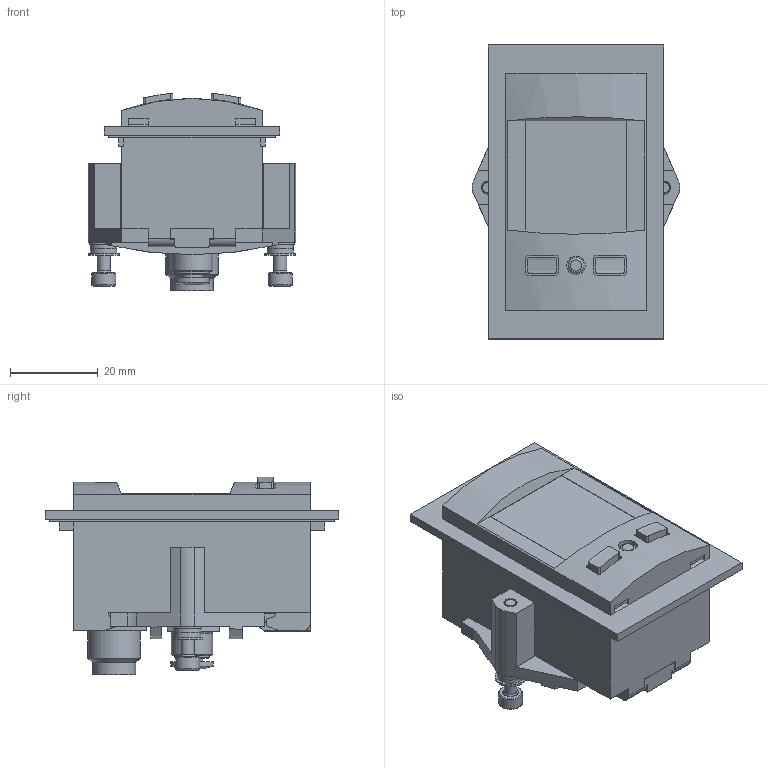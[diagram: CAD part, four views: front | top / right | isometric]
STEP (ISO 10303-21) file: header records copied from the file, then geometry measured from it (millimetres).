
FILE_DESCRIPTION(/* description */ ('STEP AP214'),/* implementation_level */ '2;1');
FILE_NAME(/* name */ '8001229_SPAU-V1R-F-T532-L-PNLK-PNVBA-M12',/* time_stamp */ '2024-09-15T11:44:24+02:00',/* author */ ('License CC BY-ND 4.0'),/* organization */ ('CADENAS'),/* preprocessor_version */ 'ST-DEVELOPER v19.3',/* originating_system */ 'PARTsolutions',/* authorisation */ ' ');
FILE_SCHEMA (('MODEL_BASED_INTEGRATED_MANUFACTURING_SCHEMA','PROCESS_PLANNING_SCHEMA','AP242_MANAGED_MODEL_BASED_3D_ENGINEERING_MIM_LF { 1 0 10303 442 3 1 4 }','AUTOMOTIVE_DESIGN {1 0 10303 214 3 1 1}'));
Length unit declared in the file: millimetre
Products named in the file (6): 8001229 SPAU-V1R-F-T532-L-PNLK-PNVBA-M12; 8001200 SPAU-B2FT532--LLKAM12-T532M12-p; ISO 14579 M3x25(F); 1345605 SPAU; 652918 SCHEIBE 3X6; ISO 7089 3 (F)
Assembly tree (10 placements, depth 2):
  8001229 SPAU-V1R-F-T532-L-PNLK-PNVBA-M12
    8001200 SPAU-B2FT532--LLKAM12-T532M12-p
    ISO 14579 M3x25(F)  x2
    1345605 SPAU
    652918 SCHEIBE 3X6  x4
    ISO 7089 3 (F)  x2
Bounding box: 47.24 x 67 x 45.05 mm (x, y, z)
Volume: 60070.6 mm3; surface area: 17145.8 mm2
Topology: 10 solids, 10 shells, 373 faces, 932 edges, 602 vertices
Faces by surface type: plane 214, cylinder 119, cone 29, torus 7, sphere 4
Full cylindrical faces by diameter (mm): 1 x4, 1.35 x1, 1.5 x1, 2.459 x2, 3 x6, 3.3 x2, 3.38 x2, 3.6 x1, 4 x1, 4.2 x1, 4.9 x1, 5.5 x2, 6 x4, 6.5 x2, 7 x2, 8 x1, 8.4 x1, 9.4 x1, 9.75 x1, 9.8 x1, 12 x1
Entity records: 11492 total; most frequent: CARTESIAN_POINT 1829, DIRECTION 1585, ORIENTED_EDGE 1552, EDGE_CURVE 776, LINE 541, VECTOR 541, VERTEX_POINT 531, AXIS2_PLACEMENT_3D 522
